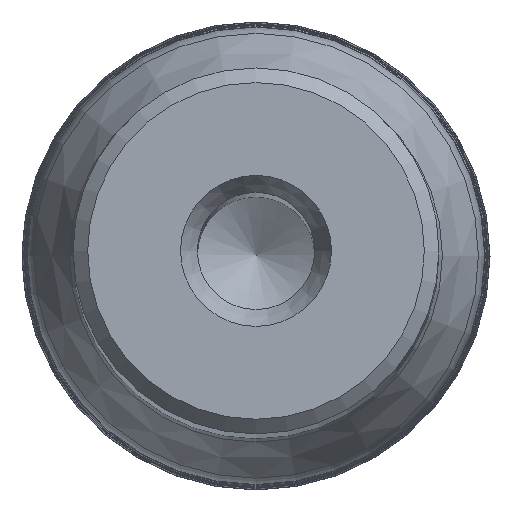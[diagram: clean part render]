
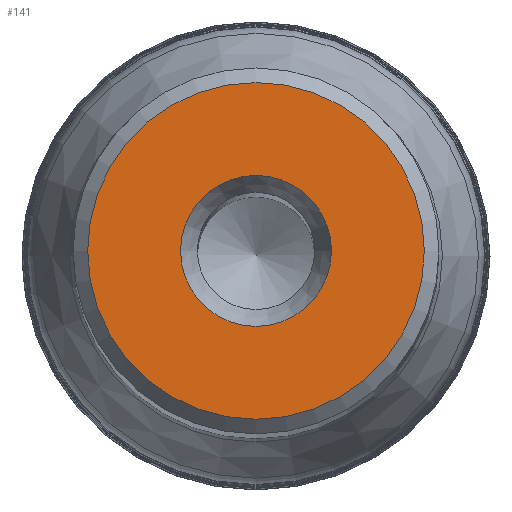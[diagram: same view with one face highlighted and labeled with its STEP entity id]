
A CAD part, top view. The second image highlights one B-rep face of the part: STEP entity #141.
In plain terms, the highlighted planar face has unit normal (0, 0, 1).
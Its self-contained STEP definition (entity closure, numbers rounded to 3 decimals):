
#41=PLANE('',#1092);
#141=ADVANCED_FACE('',(#453,#454),#41,.F.);
#453=FACE_BOUND('',#606,.T.);
#454=FACE_BOUND('',#607,.T.);
#606=EDGE_LOOP('',(#758));
#607=EDGE_LOOP('',(#759));
#758=ORIENTED_EDGE('',*,*,#928,.T.);
#759=ORIENTED_EDGE('',*,*,#929,.T.);
#851=VERTEX_POINT('',#1977);
#852=VERTEX_POINT('',#1979);
#928=EDGE_CURVE('',#851,#851,#1004,.T.);
#929=EDGE_CURVE('',#852,#852,#1005,.T.);
#1004=CIRCLE('',#1090,5.155);
#1005=CIRCLE('',#1091,11.5);
#1090=AXIS2_PLACEMENT_3D('',#1976,#1326,#1327);
#1091=AXIS2_PLACEMENT_3D('',#1978,#1328,#1329);
#1092=AXIS2_PLACEMENT_3D('',#1980,#1330,#1331);
#1326=DIRECTION('',(0.,0.,-1.));
#1327=DIRECTION('',(-1.,0.,0.));
#1328=DIRECTION('',(0.,0.,1.));
#1329=DIRECTION('',(-1.,0.,0.));
#1330=DIRECTION('',(0.,0.,-1.));
#1331=DIRECTION('',(-1.,0.,0.));
#1976=CARTESIAN_POINT('',(0.,0.,180.));
#1977=CARTESIAN_POINT('',(-5.155,0.,180.));
#1978=CARTESIAN_POINT('',(0.,0.,180.));
#1979=CARTESIAN_POINT('',(-11.5,0.,180.));
#1980=CARTESIAN_POINT('',(0.,0.,180.));
